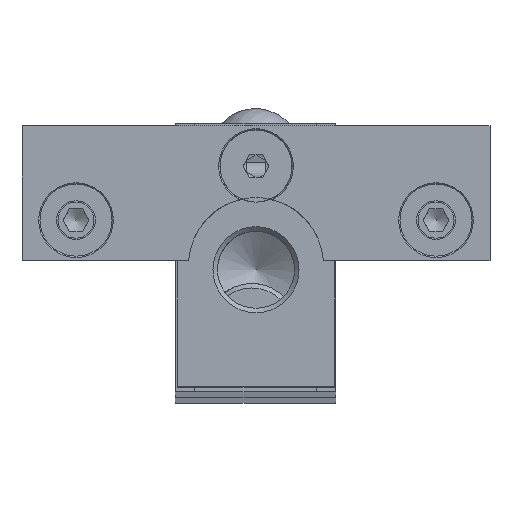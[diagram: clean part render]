
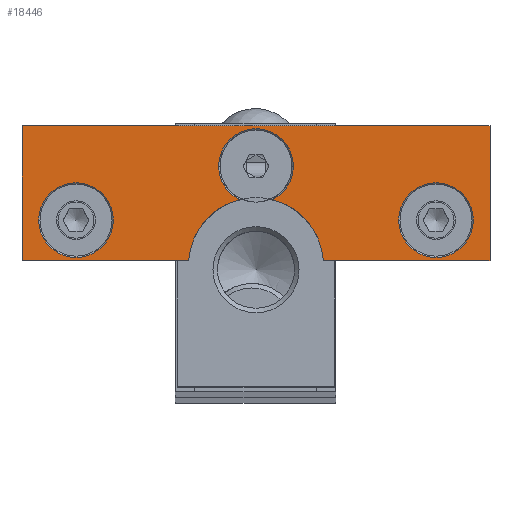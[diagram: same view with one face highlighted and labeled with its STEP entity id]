
A CAD part, top view. The second image highlights one B-rep face of the part: STEP entity #18446.
In plain terms, the highlighted planar face has unit normal (0, 0, 1).
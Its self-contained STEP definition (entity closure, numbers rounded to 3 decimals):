
#547=FACE_BOUND('',#4462,.T.);
#548=FACE_BOUND('',#4463,.T.);
#895=PLANE('',#20267);
#1414=LINE('',#31507,#2207);
#1415=LINE('',#31509,#2208);
#1416=LINE('',#31511,#2209);
#1417=LINE('',#31513,#2210);
#1418=LINE('',#31514,#2211);
#2207=VECTOR('',#24331,10.);
#2208=VECTOR('',#24332,10.);
#2209=VECTOR('',#24333,10.);
#2210=VECTOR('',#24334,10.);
#2211=VECTOR('',#24335,10.);
#3478=FACE_OUTER_BOUND('',#4461,.T.);
#4461=EDGE_LOOP('',(#13740,#13741,#13742,#13743,#13744,#13745,#13746,#13747));
#4462=EDGE_LOOP('',(#13748));
#4463=EDGE_LOOP('',(#13749));
#5923=CIRCLE('',#20234,7.5);
#5925=CIRCLE('',#20236,7.5);
#5939=CIRCLE('',#20266,4.15);
#5940=CIRCLE('',#20268,4.15);
#5941=CIRCLE('',#20269,4.15);
#7712=VERTEX_POINT('',#31372);
#7713=VERTEX_POINT('',#31377);
#7716=VERTEX_POINT('',#31383);
#7717=VERTEX_POINT('',#31385);
#7753=VERTEX_POINT('',#31501);
#7754=VERTEX_POINT('',#31506);
#7755=VERTEX_POINT('',#31508);
#7756=VERTEX_POINT('',#31510);
#7757=VERTEX_POINT('',#31512);
#7758=VERTEX_POINT('',#31515);
#10005=EDGE_CURVE('',#7713,#7712,#5923,.T.);
#10009=EDGE_CURVE('',#7717,#7716,#5925,.T.);
#10056=EDGE_CURVE('',#7753,#7753,#5939,.T.);
#10058=EDGE_CURVE('',#7717,#7712,#5940,.T.);
#10059=EDGE_CURVE('',#7716,#7754,#1414,.T.);
#10060=EDGE_CURVE('',#7754,#7755,#1415,.T.);
#10061=EDGE_CURVE('',#7755,#7756,#1416,.T.);
#10062=EDGE_CURVE('',#7756,#7757,#1417,.T.);
#10063=EDGE_CURVE('',#7757,#7713,#1418,.T.);
#10064=EDGE_CURVE('',#7758,#7758,#5941,.T.);
#13740=ORIENTED_EDGE('',*,*,#10058,.F.);
#13741=ORIENTED_EDGE('',*,*,#10009,.T.);
#13742=ORIENTED_EDGE('',*,*,#10059,.T.);
#13743=ORIENTED_EDGE('',*,*,#10060,.T.);
#13744=ORIENTED_EDGE('',*,*,#10061,.T.);
#13745=ORIENTED_EDGE('',*,*,#10062,.T.);
#13746=ORIENTED_EDGE('',*,*,#10063,.T.);
#13747=ORIENTED_EDGE('',*,*,#10005,.T.);
#13748=ORIENTED_EDGE('',*,*,#10064,.F.);
#13749=ORIENTED_EDGE('',*,*,#10056,.F.);
#18446=ADVANCED_FACE('',(#3478,#547,#548),#895,.T.);
#20234=AXIS2_PLACEMENT_3D('',#31378,#24233,#24234);
#20236=AXIS2_PLACEMENT_3D('',#31386,#24239,#24240);
#20266=AXIS2_PLACEMENT_3D('',#31502,#24324,#24325);
#20267=AXIS2_PLACEMENT_3D('',#31504,#24327,#24328);
#20268=AXIS2_PLACEMENT_3D('',#31505,#24329,#24330);
#20269=AXIS2_PLACEMENT_3D('',#31516,#24336,#24337);
#24233=DIRECTION('center_axis',(0.,0.,-1.));
#24234=DIRECTION('ref_axis',(0.998,0.067,0.));
#24239=DIRECTION('center_axis',(0.,0.,-1.));
#24240=DIRECTION('ref_axis',(0.998,0.067,0.));
#24324=DIRECTION('center_axis',(0.,0.,1.));
#24325=DIRECTION('ref_axis',(-1.,0.,0.));
#24327=DIRECTION('center_axis',(0.,0.,1.));
#24328=DIRECTION('ref_axis',(1.,0.,0.));
#24329=DIRECTION('center_axis',(0.,0.,1.));
#24330=DIRECTION('ref_axis',(-1.,0.,0.));
#24331=DIRECTION('',(1.,0.,0.));
#24332=DIRECTION('',(0.,1.,0.));
#24333=DIRECTION('',(-1.,0.,0.));
#24334=DIRECTION('',(0.,-1.,0.));
#24335=DIRECTION('',(1.,0.,0.));
#24336=DIRECTION('center_axis',(0.,0.,1.));
#24337=DIRECTION('ref_axis',(-1.,0.,0.));
#31372=CARTESIAN_POINT('',(-1.777,16.774,215.));
#31377=CARTESIAN_POINT('',(-7.433,10.,215.));
#31378=CARTESIAN_POINT('Origin',(0.05,9.5,215.));
#31383=CARTESIAN_POINT('',(7.533,10.,215.));
#31385=CARTESIAN_POINT('',(1.877,16.774,215.));
#31386=CARTESIAN_POINT('Origin',(0.05,9.5,215.));
#31501=CARTESIAN_POINT('',(24.2,14.5,215.));
#31502=CARTESIAN_POINT('Origin',(20.05,14.5,215.));
#31504=CARTESIAN_POINT('Origin',(0.05,17.949,215.));
#31505=CARTESIAN_POINT('Origin',(0.05,20.5,215.));
#31506=CARTESIAN_POINT('',(26.05,10.,215.));
#31507=CARTESIAN_POINT('',(26.05,10.,215.));
#31508=CARTESIAN_POINT('',(26.05,25.,215.));
#31509=CARTESIAN_POINT('',(26.05,25.,215.));
#31510=CARTESIAN_POINT('',(-25.95,25.,215.));
#31511=CARTESIAN_POINT('',(-25.95,25.,215.));
#31512=CARTESIAN_POINT('',(-25.95,10.,215.));
#31513=CARTESIAN_POINT('',(-25.95,10.,215.));
#31514=CARTESIAN_POINT('',(-7.433,10.,215.));
#31515=CARTESIAN_POINT('',(-15.8,14.5,215.));
#31516=CARTESIAN_POINT('Origin',(-19.95,14.5,215.));
